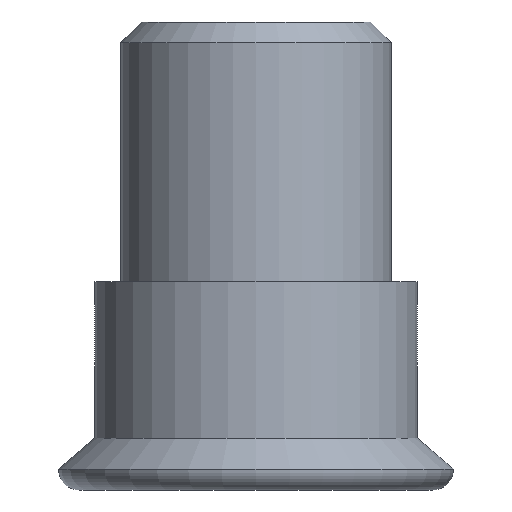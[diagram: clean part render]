
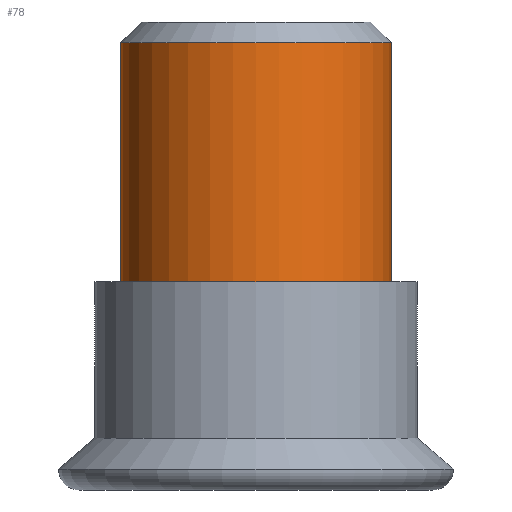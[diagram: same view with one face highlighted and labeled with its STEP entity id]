
A CAD part, front view. The second image highlights one B-rep face of the part: STEP entity #78.
In plain terms, the highlighted cylindrical face has radius 1.3 mm (diameter 2.6 mm), a full revolution.
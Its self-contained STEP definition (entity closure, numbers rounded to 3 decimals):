
#78 = ADVANCED_FACE( '', ( #95, #96 ), #97, .T. );
#95 = FACE_OUTER_BOUND( '', #134, .T. );
#96 = FACE_OUTER_BOUND( '', #135, .T. );
#97 = CYLINDRICAL_SURFACE( '', #136, 1.3 );
#134 = EDGE_LOOP( '', ( #175 ) );
#135 = EDGE_LOOP( '', ( #176 ) );
#136 = AXIS2_PLACEMENT_3D( '', #177, #178, #179 );
#175 = ORIENTED_EDGE( '', *, *, #236, .T. );
#176 = ORIENTED_EDGE( '', *, *, #237, .F. );
#177 = CARTESIAN_POINT( '', ( 0., 0., 4.8 ) );
#178 = DIRECTION( '', ( 0., 0., 1. ) );
#179 = DIRECTION( '', ( -1., 0., 0. ) );
#236 = EDGE_CURVE( '', #250, #250, #251, .T. );
#237 = EDGE_CURVE( '', #252, #252, #253, .T. );
#250 = VERTEX_POINT( '', #276 );
#251 = CIRCLE( '', #277, 1.3 );
#252 = VERTEX_POINT( '', #278 );
#253 = CIRCLE( '', #279, 1.3 );
#276 = CARTESIAN_POINT( '', ( -1.3, 0., 4.3 ) );
#277 = AXIS2_PLACEMENT_3D( '', #303, #304, #305 );
#278 = CARTESIAN_POINT( '', ( -1.3, 0., 2. ) );
#279 = AXIS2_PLACEMENT_3D( '', #306, #307, #308 );
#303 = CARTESIAN_POINT( '', ( 0., 0., 4.3 ) );
#304 = DIRECTION( '', ( 0., 0., -1. ) );
#305 = DIRECTION( '', ( -1., 0., 0. ) );
#306 = CARTESIAN_POINT( '', ( 0., 0., 2. ) );
#307 = DIRECTION( '', ( 0., 0., -1. ) );
#308 = DIRECTION( '', ( -1., 0., 0. ) );
